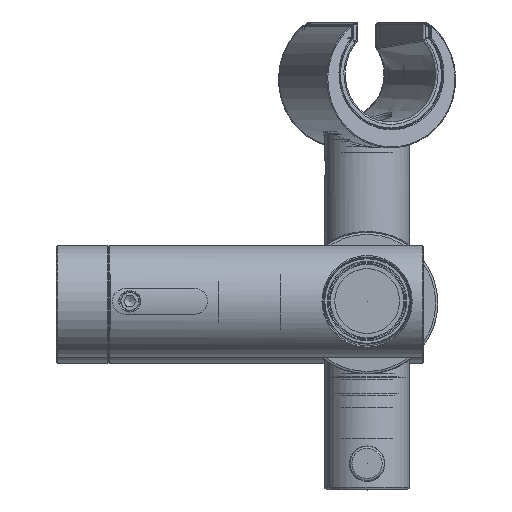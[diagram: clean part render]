
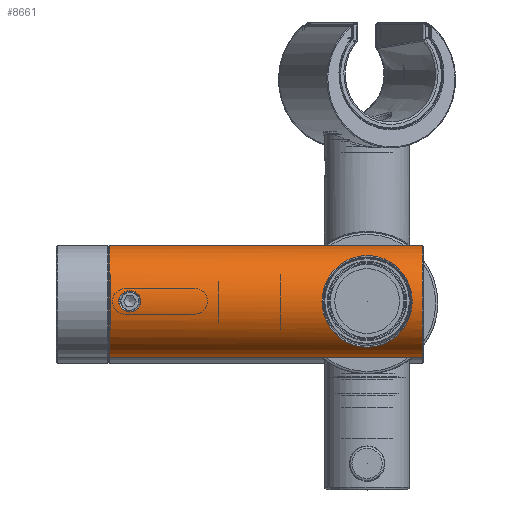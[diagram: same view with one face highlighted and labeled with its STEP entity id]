
A CAD part, top view. The second image highlights one B-rep face of the part: STEP entity #8661.
In plain terms, the highlighted cylindrical face has radius 13 mm (diameter 26 mm), a full revolution.
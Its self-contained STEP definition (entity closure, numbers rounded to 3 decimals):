
#544=B_SPLINE_CURVE_WITH_KNOTS('',3,(#15445,#15446,#15447,#15448,#15449,
#15450,#15451,#15452,#15453,#15454,#15455,#15456,#15457,#15458,#15459,#15460,
#15461,#15462,#15463,#15464,#15465,#15466,#15467,#15468,#15469,#15470,#15471,
#15472,#15473,#15474),.UNSPECIFIED.,.T.,.F.,(1,1,1,1,1,1,1,1,1,1,1,1,1,
1,1,1,1,1,1,1,1,1,1,1,1,1,1,1,1,1,1,1,1,1),(-0.007,-0.004,
-0.002,0.,0.002,0.004,
0.009,0.011,0.013,0.016,
0.018,0.02,0.022,0.024,
0.027,0.031,0.035,0.04,
0.044,0.047,0.049,0.051,
0.053,0.055,0.058,0.06,
0.062,0.064,0.067,0.069,
0.071,0.073,0.075,0.08),
 .UNSPECIFIED.);
#545=B_SPLINE_CURVE_WITH_KNOTS('',3,(#15476,#15477,#15478,#15479,#15480,
#15481,#15482,#15483,#15484,#15485,#15486,#15487,#15488,#15489,#15490,#15491,
#15492,#15493,#15494,#15495,#15496,#15497,#15498,#15499,#15500,#15501,#15502,
#15503,#15504,#15505),.UNSPECIFIED.,.T.,.F.,(1,1,1,1,1,1,1,1,1,1,1,1,1,
1,1,1,1,1,1,1,1,1,1,1,1,1,1,1,1,1,1,1,1,1),(-0.007,-0.004,
-0.002,0.,0.002,0.004,
0.009,0.011,0.013,0.016,
0.018,0.02,0.022,0.024,
0.027,0.031,0.035,0.04,
0.044,0.047,0.049,0.051,
0.053,0.055,0.058,0.06,
0.062,0.064,0.067,0.069,
0.071,0.073,0.075,0.08),
 .UNSPECIFIED.);
#546=B_SPLINE_CURVE_WITH_KNOTS('',3,(#15511,#15512,#15513,#15514,#15515,
#15516,#15517,#15518,#15519,#15520,#15521,#15522,#15523,#15524),
 .UNSPECIFIED.,.T.,.F.,(1,1,1,1,1,1,1,1,1,1,1,1,1,1,1,1,1,1),(-0.005,
-0.004,-0.002,0.,0.002,0.003,
0.004,0.006,0.008,0.009,
0.01,0.011,0.012,0.014,
0.015,0.017,0.018,0.019),
 .UNSPECIFIED.);
#717=CYLINDRICAL_SURFACE('',#9732,13.);
#1186=CIRCLE('',#9733,13.);
#1187=CIRCLE('',#9734,13.);
#2918=ORIENTED_EDGE('',*,*,#3813,.T.);
#2919=ORIENTED_EDGE('',*,*,#3814,.T.);
#2920=ORIENTED_EDGE('',*,*,#3815,.T.);
#2921=ORIENTED_EDGE('',*,*,#3816,.T.);
#2922=ORIENTED_EDGE('',*,*,#3817,.F.);
#3813=EDGE_CURVE('',#4434,#4434,#544,.T.);
#3814=EDGE_CURVE('',#4435,#4435,#545,.T.);
#3815=EDGE_CURVE('',#4436,#4436,#1186,.T.);
#3816=EDGE_CURVE('',#4437,#4437,#1187,.F.);
#3817=EDGE_CURVE('',#4438,#4438,#546,.T.);
#4434=VERTEX_POINT('',#15475);
#4435=VERTEX_POINT('',#15506);
#4436=VERTEX_POINT('',#15508);
#4437=VERTEX_POINT('',#15510);
#4438=VERTEX_POINT('',#15525);
#5689=EDGE_LOOP('',(#2918));
#5690=EDGE_LOOP('',(#2919));
#5691=EDGE_LOOP('',(#2920));
#5692=EDGE_LOOP('',(#2921));
#5693=EDGE_LOOP('',(#2922));
#6462=FACE_BOUND('',#5689,.T.);
#6463=FACE_BOUND('',#5690,.T.);
#6464=FACE_BOUND('',#5691,.T.);
#6465=FACE_BOUND('',#5692,.T.);
#6466=FACE_BOUND('',#5693,.T.);
#8661=ADVANCED_FACE('',(#6462,#6463,#6464,#6465,#6466),#717,.T.);
#9732=AXIS2_PLACEMENT_3D('',#15444,#11936,#11937);
#9733=AXIS2_PLACEMENT_3D('',#15507,#11938,#11939);
#9734=AXIS2_PLACEMENT_3D('',#15509,#11940,#11941);
#11936=DIRECTION('',(0.,0.,-1.));
#11937=DIRECTION('',(-1.,0.,0.));
#11938=DIRECTION('',(0.,0.,-1.));
#11939=DIRECTION('',(-1.,0.,0.));
#11940=DIRECTION('',(0.,0.,-1.));
#11941=DIRECTION('',(-1.,0.,0.));
#15444=CARTESIAN_POINT('',(0.,0.,73.));
#15445=CARTESIAN_POINT('',(2.224,-12.87,49.706));
#15446=CARTESIAN_POINT('',(-0.002,-13.065,49.472));
#15447=CARTESIAN_POINT('',(-2.215,-12.871,49.704));
#15448=CARTESIAN_POINT('',(-4.951,-12.159,50.575));
#15449=CARTESIAN_POINT('',(-7.196,-10.929,52.131));
#15450=CARTESIAN_POINT('',(-8.848,-9.564,54.122));
#15451=CARTESIAN_POINT('',(-9.808,-8.563,55.843));
#15452=CARTESIAN_POINT('',(-10.452,-7.742,57.803));
#15453=CARTESIAN_POINT('',(-10.694,-7.389,60.007));
#15454=CARTESIAN_POINT('',(-10.45,-7.745,62.204));
#15455=CARTESIAN_POINT('',(-9.806,-8.565,64.159));
#15456=CARTESIAN_POINT('',(-8.851,-9.561,65.874));
#15457=CARTESIAN_POINT('',(-7.189,-10.932,67.874));
#15458=CARTESIAN_POINT('',(-4.418,-12.461,69.806));
#15459=CARTESIAN_POINT('',(-0.033,-13.264,70.765));
#15460=CARTESIAN_POINT('',(4.361,-12.484,69.834));
#15461=CARTESIAN_POINT('',(7.172,-10.945,67.891));
#15462=CARTESIAN_POINT('',(8.842,-9.57,65.888));
#15463=CARTESIAN_POINT('',(9.8,-8.571,64.173));
#15464=CARTESIAN_POINT('',(10.45,-7.745,62.209));
#15465=CARTESIAN_POINT('',(10.694,-7.389,60.004));
#15466=CARTESIAN_POINT('',(10.452,-7.742,57.804));
#15467=CARTESIAN_POINT('',(9.806,-8.564,55.842));
#15468=CARTESIAN_POINT('',(8.853,-9.559,54.129));
#15469=CARTESIAN_POINT('',(7.599,-10.593,52.619));
#15470=CARTESIAN_POINT('',(6.082,-11.541,51.359));
#15471=CARTESIAN_POINT('',(4.266,-12.337,50.357));
#15472=CARTESIAN_POINT('',(2.224,-12.87,49.706));
#15473=CARTESIAN_POINT('',(-0.002,-13.065,49.472));
#15474=CARTESIAN_POINT('',(-2.215,-12.871,49.704));
#15475=CARTESIAN_POINT('',(0.,-13.,49.55));
#15476=CARTESIAN_POINT('',(-2.224,12.87,49.706));
#15477=CARTESIAN_POINT('',(0.002,13.065,49.472));
#15478=CARTESIAN_POINT('',(2.215,12.871,49.704));
#15479=CARTESIAN_POINT('',(4.951,12.159,50.575));
#15480=CARTESIAN_POINT('',(7.196,10.929,52.131));
#15481=CARTESIAN_POINT('',(8.848,9.564,54.122));
#15482=CARTESIAN_POINT('',(9.808,8.563,55.843));
#15483=CARTESIAN_POINT('',(10.452,7.742,57.803));
#15484=CARTESIAN_POINT('',(10.694,7.389,60.007));
#15485=CARTESIAN_POINT('',(10.45,7.745,62.204));
#15486=CARTESIAN_POINT('',(9.806,8.565,64.159));
#15487=CARTESIAN_POINT('',(8.851,9.561,65.874));
#15488=CARTESIAN_POINT('',(7.189,10.932,67.874));
#15489=CARTESIAN_POINT('',(4.418,12.461,69.806));
#15490=CARTESIAN_POINT('',(0.033,13.264,70.765));
#15491=CARTESIAN_POINT('',(-4.361,12.484,69.834));
#15492=CARTESIAN_POINT('',(-7.172,10.945,67.891));
#15493=CARTESIAN_POINT('',(-8.842,9.57,65.888));
#15494=CARTESIAN_POINT('',(-9.8,8.571,64.173));
#15495=CARTESIAN_POINT('',(-10.45,7.745,62.209));
#15496=CARTESIAN_POINT('',(-10.694,7.389,60.004));
#15497=CARTESIAN_POINT('',(-10.452,7.742,57.804));
#15498=CARTESIAN_POINT('',(-9.806,8.564,55.842));
#15499=CARTESIAN_POINT('',(-8.853,9.559,54.129));
#15500=CARTESIAN_POINT('',(-7.599,10.593,52.619));
#15501=CARTESIAN_POINT('',(-6.082,11.541,51.359));
#15502=CARTESIAN_POINT('',(-4.266,12.337,50.357));
#15503=CARTESIAN_POINT('',(-2.224,12.87,49.706));
#15504=CARTESIAN_POINT('',(0.002,13.065,49.472));
#15505=CARTESIAN_POINT('',(2.215,12.871,49.704));
#15506=CARTESIAN_POINT('',(0.,13.,49.55));
#15507=CARTESIAN_POINT('',(0.,0.,72.8));
#15508=CARTESIAN_POINT('',(-13.,0.,72.8));
#15509=CARTESIAN_POINT('',(0.,0.,0.2));
#15510=CARTESIAN_POINT('',(-13.,0.,0.2));
#15511=CARTESIAN_POINT('',(-2.581,-12.736,5.048));
#15512=CARTESIAN_POINT('',(-1.927,-12.88,3.092));
#15513=CARTESIAN_POINT('',(-0.371,-13.026,2.288));
#15514=CARTESIAN_POINT('',(0.928,-12.977,2.564));
#15515=CARTESIAN_POINT('',(1.983,-12.862,3.352));
#15516=CARTESIAN_POINT('',(2.582,-12.737,4.957));
#15517=CARTESIAN_POINT('',(2.03,-12.853,6.576));
#15518=CARTESIAN_POINT('',(1.009,-12.971,7.396));
#15519=CARTESIAN_POINT('',(0.049,-13.013,7.642));
#15520=CARTESIAN_POINT('',(-0.926,-12.978,7.437));
#15521=CARTESIAN_POINT('',(-1.981,-12.862,6.651));
#15522=CARTESIAN_POINT('',(-2.581,-12.736,5.048));
#15523=CARTESIAN_POINT('',(-1.927,-12.88,3.092));
#15524=CARTESIAN_POINT('',(-0.371,-13.026,2.288));
#15525=CARTESIAN_POINT('',(-1.725,-12.885,3.257));
